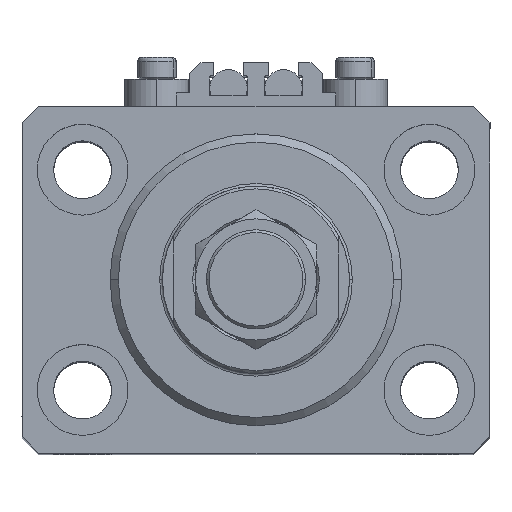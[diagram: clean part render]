
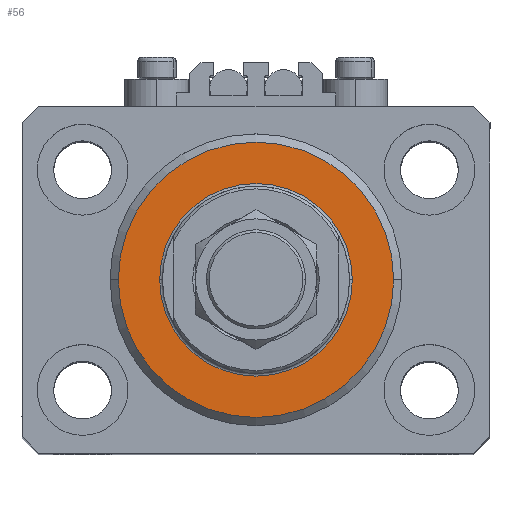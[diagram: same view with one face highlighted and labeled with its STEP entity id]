
A CAD part, top view. The second image highlights one B-rep face of the part: STEP entity #56.
In plain terms, the highlighted face is planar.
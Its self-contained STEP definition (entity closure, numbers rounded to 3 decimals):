
#56 = ADVANCED_FACE ( 'NONE', ( #21286, #1162 ), #9154, .F. ) ;
#206 = ORIENTED_EDGE ( 'NONE', *, *, #46417, .T. ) ;
#1162 = FACE_OUTER_BOUND ( 'NONE', #41738, .T. ) ;
#1376 = ORIENTED_EDGE ( 'NONE', *, *, #42436, .T. ) ;
#2275 = VERTEX_POINT ( 'NONE', #35441 ) ;
#6209 = AXIS2_PLACEMENT_3D ( 'NONE', #39473, #27321, #12313 ) ;
#6503 = VERTEX_POINT ( 'NONE', #32444 ) ;
#9154 = PLANE ( 'NONE',  #42647 ) ;
#11436 = CIRCLE ( 'NONE', #32905, 17.5 ) ;
#12313 = DIRECTION ( 'NONE',  ( 1., 0., 0. ) ) ;
#12515 = CIRCLE ( 'NONE', #41437, 25. ) ;
#14611 = CIRCLE ( 'NONE', #48472, 17.5 ) ;
#15788 = DIRECTION ( 'NONE',  ( 1., 0., 0. ) ) ;
#16099 = CIRCLE ( 'NONE', #6209, 25. ) ;
#21286 = FACE_BOUND ( 'NONE', #45573, .T. ) ;
#22427 = DIRECTION ( 'NONE',  ( 1., 0., 0. ) ) ;
#22684 = DIRECTION ( 'NONE',  ( 0., 0., 1. ) ) ;
#23456 = CARTESIAN_POINT ( 'NONE',  ( 0., 0., 0. ) ) ;
#24656 = DIRECTION ( 'NONE',  ( 0., 0., 1. ) ) ;
#24946 = EDGE_CURVE ( 'NONE', #31213, #31044, #12515, .T. ) ;
#25112 = DIRECTION ( 'NONE',  ( 1., 0., 0. ) ) ;
#27321 = DIRECTION ( 'NONE',  ( 0., 0., -1. ) ) ;
#31044 = VERTEX_POINT ( 'NONE', #47917 ) ;
#31213 = VERTEX_POINT ( 'NONE', #41168 ) ;
#32444 = CARTESIAN_POINT ( 'NONE',  ( -17.5, 0., 0. ) ) ;
#32905 = AXIS2_PLACEMENT_3D ( 'NONE', #43215, #39304, #15788 ) ;
#35009 = EDGE_CURVE ( 'NONE', #31044, #31213, #16099, .T. ) ;
#35441 = CARTESIAN_POINT ( 'NONE',  ( 17.5, 0., 0. ) ) ;
#37004 = CARTESIAN_POINT ( 'NONE',  ( 0., 0., 0. ) ) ;
#37634 = ORIENTED_EDGE ( 'NONE', *, *, #35009, .T. ) ;
#39304 = DIRECTION ( 'NONE',  ( 0., 0., 1. ) ) ;
#39473 = CARTESIAN_POINT ( 'NONE',  ( 0., 0., 0. ) ) ;
#41159 = DIRECTION ( 'NONE',  ( 0., 0., -1. ) ) ;
#41168 = CARTESIAN_POINT ( 'NONE',  ( -25., 0., 0. ) ) ;
#41437 = AXIS2_PLACEMENT_3D ( 'NONE', #37004, #41159, #25112 ) ;
#41738 = EDGE_LOOP ( 'NONE', ( #37634, #49824 ) ) ;
#42436 = EDGE_CURVE ( 'NONE', #6503, #2275, #14611, .T. ) ;
#42647 = AXIS2_PLACEMENT_3D ( 'NONE', #48725, #24656, #48986 ) ;
#43215 = CARTESIAN_POINT ( 'NONE',  ( 0., 0., 0. ) ) ;
#45573 = EDGE_LOOP ( 'NONE', ( #206, #1376 ) ) ;
#46417 = EDGE_CURVE ( 'NONE', #2275, #6503, #11436, .T. ) ;
#47917 = CARTESIAN_POINT ( 'NONE',  ( 25., 0., 0. ) ) ;
#48472 = AXIS2_PLACEMENT_3D ( 'NONE', #23456, #22684, #22427 ) ;
#48725 = CARTESIAN_POINT ( 'NONE',  ( 0., 0., 0. ) ) ;
#48986 = DIRECTION ( 'NONE',  ( 1., 0., 0. ) ) ;
#49824 = ORIENTED_EDGE ( 'NONE', *, *, #24946, .T. ) ;
